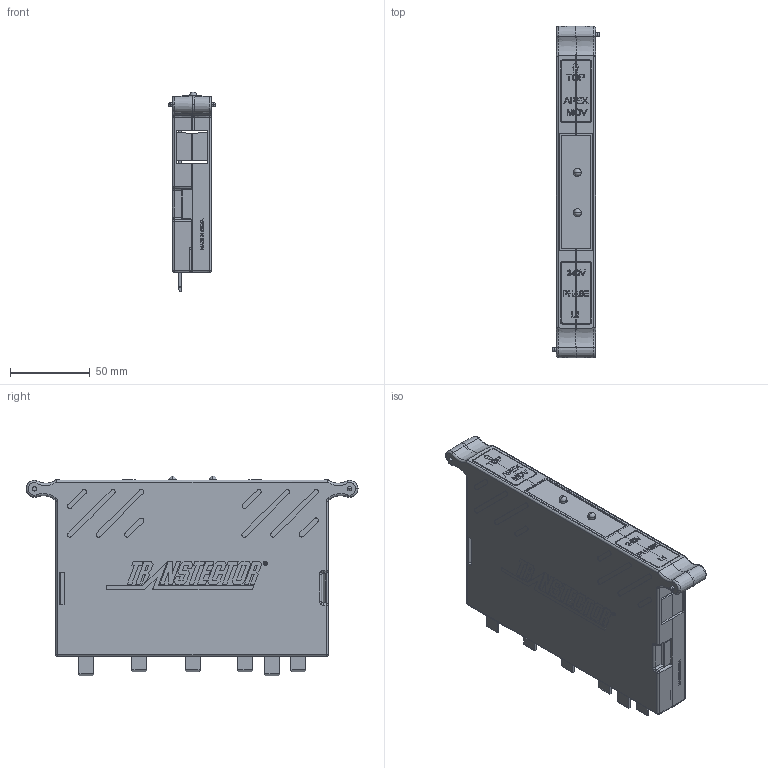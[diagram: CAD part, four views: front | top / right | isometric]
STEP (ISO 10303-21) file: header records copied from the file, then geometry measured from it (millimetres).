
FILE_DESCRIPTION (( 'STEP AP214' ), '1' );
FILE_NAME ('1000-717-4-E.STEP', '2019-01-22T19:49:56', ( '' ), ( '' ), 'SwSTEP 2.0', 'SolidWorks 2018', '' );
FILE_SCHEMA (( 'AUTOMOTIVE_DESIGN' ));
Length unit declared in the file: inch
Products named in the file (21): 2003-766; 3450-078 rev o; 2001-123; 3450-090 rev o; 2003-1052; 2004-060; 2003-759-53; 2003-1409; 2200-222; 1000-717-4-E
Assembly tree (11 placements, depth 3):
  3450-078 rev o
  2001-123
  3450-090 rev o
  2001-123
  2003-1052
Bounding box: 29.72 x 208.75 x 125.7 mm (x, y, z)
Volume: 149128.6 mm3; surface area: 149346.3 mm2
Topology: 10 solids, 10 shells, 2881 faces, 7792 edges, 5166 vertices
Faces by surface type: plane 1758, bspline 573, cylinder 396, cone 124, torus 18, sphere 12
Entity records: 118173 total; most frequent: CARTESIAN_POINT 45992, ORIENTED_EDGE 12450, DIRECTION 9365, EDGE_CURVE 6225, VECTOR 4243, LINE 4243, VERTEX_POINT 4134, EDGE_LOOP 2757
